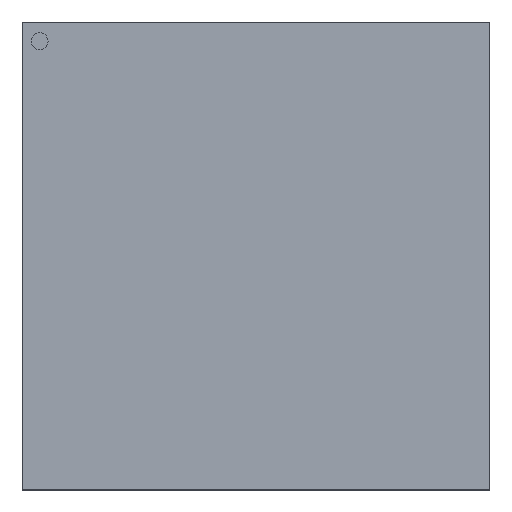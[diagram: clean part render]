
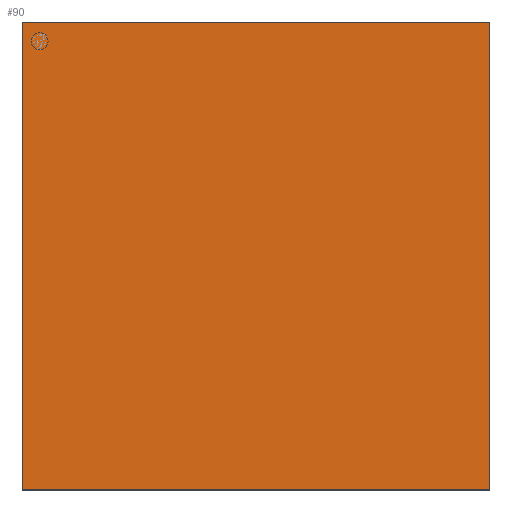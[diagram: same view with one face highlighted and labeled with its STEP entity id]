
A CAD part, top view. The second image highlights one B-rep face of the part: STEP entity #90.
In plain terms, the highlighted planar face has unit normal (0, 0, 1).
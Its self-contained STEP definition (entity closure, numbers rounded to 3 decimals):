
#90=ADVANCED_FACE('',(#186),#187,.T.);
#186=FACE_OUTER_BOUND('',#298,.T.);
#187=PLANE('',#299);
#298=EDGE_LOOP('',(#431,#432,#433,#434));
#299=AXIS2_PLACEMENT_3D('',#435,#436,#437);
#431=ORIENTED_EDGE('',*,*,#566,.F.);
#432=ORIENTED_EDGE('',*,*,#579,.F.);
#433=ORIENTED_EDGE('',*,*,#575,.F.);
#434=ORIENTED_EDGE('',*,*,#571,.F.);
#435=CARTESIAN_POINT('',(0.,0.,0.351));
#436=DIRECTION('',(0.0,0.0,1.0));
#437=DIRECTION('',(1.0,0.0,0.0));
#566=EDGE_CURVE('',#652,#653,#654,.T.);
#571=EDGE_CURVE('',#653,#661,#662,.T.);
#575=EDGE_CURVE('',#661,#667,#668,.T.);
#579=EDGE_CURVE('',#667,#652,#673,.T.);
#652=VERTEX_POINT('',#776);
#653=VERTEX_POINT('',#777);
#654=LINE('',#778,#779);
#661=VERTEX_POINT('',#789);
#662=LINE('',#790,#791);
#667=VERTEX_POINT('',#798);
#668=LINE('',#799,#800);
#673=LINE('',#807,#808);
#776=CARTESIAN_POINT('',(0.361,-0.361,0.351));
#777=CARTESIAN_POINT('',(-0.361,-0.361,0.351));
#778=CARTESIAN_POINT('',(-0.361,-0.361,0.351));
#779=VECTOR('',#884,1.0);
#789=CARTESIAN_POINT('',(-0.361,0.361,0.351));
#790=CARTESIAN_POINT('',(-0.361,0.361,0.351));
#791=VECTOR('',#888,1.0);
#798=CARTESIAN_POINT('',(0.361,0.361,0.351));
#799=CARTESIAN_POINT('',(0.361,0.361,0.351));
#800=VECTOR('',#891,1.0);
#807=CARTESIAN_POINT('',(0.361,-0.361,0.351));
#808=VECTOR('',#894,1.0);
#884=DIRECTION('',(-1.0,-0.0,-0.0));
#888=DIRECTION('',(0.0,1.0,0.0));
#891=DIRECTION('',(1.0,0.0,0.0));
#894=DIRECTION('',(-0.0,-1.0,-0.0));
